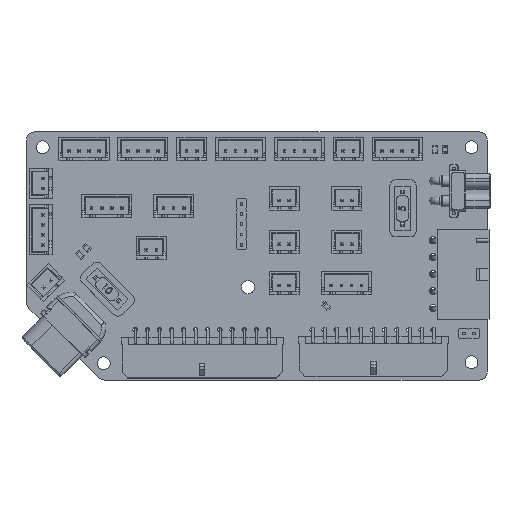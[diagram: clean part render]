
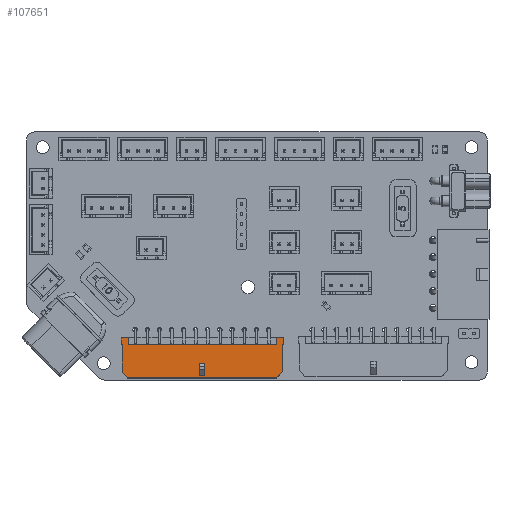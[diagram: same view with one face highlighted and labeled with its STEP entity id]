
A CAD part, top view. The second image highlights one B-rep face of the part: STEP entity #107651.
In plain terms, the highlighted planar face has unit normal (0, 0, 1).
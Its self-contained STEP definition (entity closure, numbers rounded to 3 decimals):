
#5041=FACE_BOUND('',#17708,.T.);
#11303=FACE_OUTER_BOUND('',#17707,.T.);
#17707=EDGE_LOOP('',(#94975,#94976,#94977,#94978,#94979,#94980,#94981,#94982,
#94983,#94984,#94985,#94986,#94987,#94988));
#17708=EDGE_LOOP('',(#94989,#94990,#94991,#94992));
#29350=LINE('',#169212,#42564);
#29438=LINE('',#169404,#42652);
#29668=LINE('',#169874,#42882);
#29689=LINE('',#169919,#42903);
#29848=LINE('',#170246,#43062);
#29978=LINE('',#170645,#43192);
#29979=LINE('',#170647,#43193);
#30051=LINE('',#170798,#43265);
#30429=LINE('',#171551,#43643);
#30557=LINE('',#171805,#43771);
#30672=LINE('',#172014,#43886);
#30673=LINE('',#172015,#43887);
#30674=LINE('',#172017,#43888);
#30675=LINE('',#172018,#43889);
#30676=LINE('',#172019,#43890);
#30677=LINE('',#172020,#43891);
#30678=LINE('',#172022,#43892);
#30679=LINE('',#172023,#43893);
#42564=VECTOR('',#137875,1.);
#42652=VECTOR('',#138009,1.);
#42882=VECTOR('',#138311,1.);
#42903=VECTOR('',#138346,1.);
#43062=VECTOR('',#138593,1.);
#43192=VECTOR('',#138807,1.);
#43193=VECTOR('',#138810,1.);
#43265=VECTOR('',#138922,1.);
#43643=VECTOR('',#139534,1.);
#43771=VECTOR('',#139758,1.);
#43886=VECTOR('',#139915,1.);
#43887=VECTOR('',#139916,1.);
#43888=VECTOR('',#139917,1.);
#43889=VECTOR('',#139918,1.);
#43890=VECTOR('',#139919,1.);
#43891=VECTOR('',#139920,1.);
#43892=VECTOR('',#139921,1.);
#43893=VECTOR('',#139922,1.);
#52777=VERTEX_POINT('',#169208);
#52779=VERTEX_POINT('',#169211);
#52860=VERTEX_POINT('',#169403);
#53062=VERTEX_POINT('',#169868);
#53064=VERTEX_POINT('',#169872);
#53079=VERTEX_POINT('',#169913);
#53204=VERTEX_POINT('',#170243);
#53205=VERTEX_POINT('',#170245);
#53296=VERTEX_POINT('',#170638);
#53299=VERTEX_POINT('',#170643);
#53357=VERTEX_POINT('',#170795);
#53358=VERTEX_POINT('',#170797);
#53615=VERTEX_POINT('',#171548);
#53616=VERTEX_POINT('',#171550);
#53694=VERTEX_POINT('',#171803);
#53767=VERTEX_POINT('',#172013);
#53768=VERTEX_POINT('',#172016);
#53769=VERTEX_POINT('',#172021);
#66444=EDGE_CURVE('',#52777,#52779,#29350,.T.);
#66532=EDGE_CURVE('',#52860,#52779,#29438,.T.);
#66766=EDGE_CURVE('',#53064,#53062,#29668,.T.);
#66788=EDGE_CURVE('',#53062,#53079,#29689,.T.);
#66950=EDGE_CURVE('',#53205,#53204,#29848,.T.);
#67082=EDGE_CURVE('',#53299,#53296,#29978,.T.);
#67083=EDGE_CURVE('',#52860,#53204,#29979,.T.);
#67155=EDGE_CURVE('',#53358,#53357,#30051,.T.);
#67540=EDGE_CURVE('',#53616,#53615,#30429,.T.);
#67668=EDGE_CURVE('',#53694,#52777,#30557,.T.);
#67783=EDGE_CURVE('',#53767,#53616,#30672,.T.);
#67784=EDGE_CURVE('',#53615,#53205,#30673,.T.);
#67785=EDGE_CURVE('',#53694,#53768,#30674,.T.);
#67786=EDGE_CURVE('',#53768,#53358,#30675,.T.);
#67787=EDGE_CURVE('',#53357,#53296,#30676,.T.);
#67788=EDGE_CURVE('',#53767,#53299,#30677,.T.);
#67789=EDGE_CURVE('',#53769,#53079,#30678,.T.);
#67790=EDGE_CURVE('',#53064,#53769,#30679,.T.);
#94975=ORIENTED_EDGE('',*,*,#67783,.T.);
#94976=ORIENTED_EDGE('',*,*,#67540,.T.);
#94977=ORIENTED_EDGE('',*,*,#67784,.T.);
#94978=ORIENTED_EDGE('',*,*,#66950,.T.);
#94979=ORIENTED_EDGE('',*,*,#67083,.F.);
#94980=ORIENTED_EDGE('',*,*,#66532,.T.);
#94981=ORIENTED_EDGE('',*,*,#66444,.F.);
#94982=ORIENTED_EDGE('',*,*,#67668,.F.);
#94983=ORIENTED_EDGE('',*,*,#67785,.T.);
#94984=ORIENTED_EDGE('',*,*,#67786,.T.);
#94985=ORIENTED_EDGE('',*,*,#67155,.T.);
#94986=ORIENTED_EDGE('',*,*,#67787,.T.);
#94987=ORIENTED_EDGE('',*,*,#67082,.F.);
#94988=ORIENTED_EDGE('',*,*,#67788,.F.);
#94989=ORIENTED_EDGE('',*,*,#67789,.T.);
#94990=ORIENTED_EDGE('',*,*,#66788,.F.);
#94991=ORIENTED_EDGE('',*,*,#66766,.F.);
#94992=ORIENTED_EDGE('',*,*,#67790,.T.);
#102079=PLANE('',#114494);
#107651=ADVANCED_FACE('',(#11303,#5041),#102079,.T.);
#114494=AXIS2_PLACEMENT_3D('',#172012,#139913,#139914);
#137875=DIRECTION('',(-0.643,-0.766,0.));
#138009=DIRECTION('',(1.,0.,0.));
#138311=DIRECTION('',(1.,0.,0.));
#138346=DIRECTION('',(0.,1.,0.));
#138593=DIRECTION('',(0.,-1.,0.));
#138807=DIRECTION('',(1.,0.,0.));
#138810=DIRECTION('',(-0.643,0.766,0.));
#138922=DIRECTION('',(-1.,0.,0.));
#139534=DIRECTION('',(0.,-1.,0.));
#139758=DIRECTION('',(0.,-1.,0.));
#139913=DIRECTION('center_axis',(0.,0.,1.));
#139914=DIRECTION('ref_axis',(1.,0.,0.));
#139915=DIRECTION('',(-1.,0.,0.));
#139916=DIRECTION('',(1.,0.,0.));
#139917=DIRECTION('',(1.,0.,0.));
#139918=DIRECTION('',(0.,1.,0.));
#139919=DIRECTION('',(0.,-1.,0.));
#139920=DIRECTION('',(0.,-1.,0.));
#139921=DIRECTION('',(1.,0.,0.));
#139922=DIRECTION('',(0.,1.,0.));
#169208=CARTESIAN_POINT('',(150.265,-125.245,8.57));
#169211=CARTESIAN_POINT('',(148.88,-126.895,8.57));
#169212=CARTESIAN_POINT('',(150.265,-125.245,8.57));
#169403=CARTESIAN_POINT('',(112.,-126.895,8.57));
#169404=CARTESIAN_POINT('',(112.,-126.895,8.57));
#169868=CARTESIAN_POINT('',(131.14,-126.355,8.57));
#169872=CARTESIAN_POINT('',(129.74,-126.355,8.57));
#169874=CARTESIAN_POINT('',(129.74,-126.355,8.57));
#169913=CARTESIAN_POINT('',(131.14,-123.195,8.57));
#169919=CARTESIAN_POINT('',(131.14,-126.355,8.57));
#170243=CARTESIAN_POINT('',(110.615,-125.245,8.57));
#170245=CARTESIAN_POINT('',(110.615,-118.585,8.57));
#170246=CARTESIAN_POINT('',(110.615,-118.585,8.57));
#170638=CARTESIAN_POINT('',(148.765,-118.735,8.57));
#170643=CARTESIAN_POINT('',(112.115,-118.735,8.57));
#170645=CARTESIAN_POINT('',(112.115,-118.735,8.57));
#170647=CARTESIAN_POINT('',(112.,-126.895,8.57));
#170795=CARTESIAN_POINT('',(148.765,-116.985,8.57));
#170797=CARTESIAN_POINT('',(150.515,-116.985,8.57));
#170798=CARTESIAN_POINT('',(150.515,-116.985,8.57));
#171548=CARTESIAN_POINT('',(110.365,-118.585,8.57));
#171550=CARTESIAN_POINT('',(110.365,-116.985,8.57));
#171551=CARTESIAN_POINT('',(110.365,-116.985,8.57));
#171803=CARTESIAN_POINT('',(150.265,-118.585,8.57));
#171805=CARTESIAN_POINT('',(150.265,-118.585,8.57));
#172012=CARTESIAN_POINT('Origin',(110.615,-116.985,8.57));
#172013=CARTESIAN_POINT('',(112.115,-116.985,8.57));
#172014=CARTESIAN_POINT('',(112.115,-116.985,8.57));
#172015=CARTESIAN_POINT('',(110.365,-118.585,8.57));
#172016=CARTESIAN_POINT('',(150.515,-118.585,8.57));
#172017=CARTESIAN_POINT('',(150.265,-118.585,8.57));
#172018=CARTESIAN_POINT('',(150.515,-118.585,8.57));
#172019=CARTESIAN_POINT('',(148.765,-116.985,8.57));
#172020=CARTESIAN_POINT('',(112.115,-116.985,8.57));
#172021=CARTESIAN_POINT('',(129.74,-123.195,8.57));
#172022=CARTESIAN_POINT('',(129.74,-123.195,8.57));
#172023=CARTESIAN_POINT('',(129.74,-126.355,8.57));
